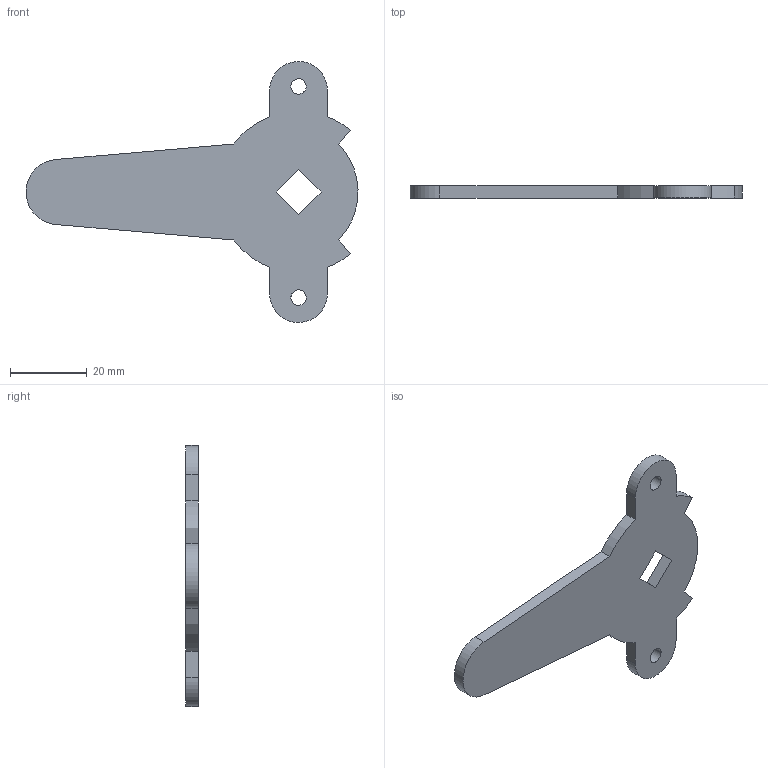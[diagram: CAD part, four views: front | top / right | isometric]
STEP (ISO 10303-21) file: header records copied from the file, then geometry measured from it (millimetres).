
FILE_DESCRIPTION((''),'2;1');
FILE_NAME('','2005-10-12T14:38:13',(''),(''),'','CADfix','');
FILE_SCHEMA(('AUTOMOTIVE_DESIGN'));
Length unit declared in the file: millimetre
Products named in the file (1): cam
Bounding box: 86.49 x 3.2 x 68 mm (x, y, z)
Volume: 7941.8 mm3; surface area: 6007.4 mm2
Topology: 1 solids, 1 shells, 26 faces, 80 edges, 56 vertices
Faces by surface type: bspline 26
Entity records: 903 total; most frequent: CARTESIAN_POINT 433, ORIENTED_EDGE 160, EDGE_CURVE 80, VERTEX_POINT 56, QUASI_UNIFORM_CURVE 48, EDGE_LOOP 32, FACE_OUTER_BOUND 26, ADVANCED_FACE 26
